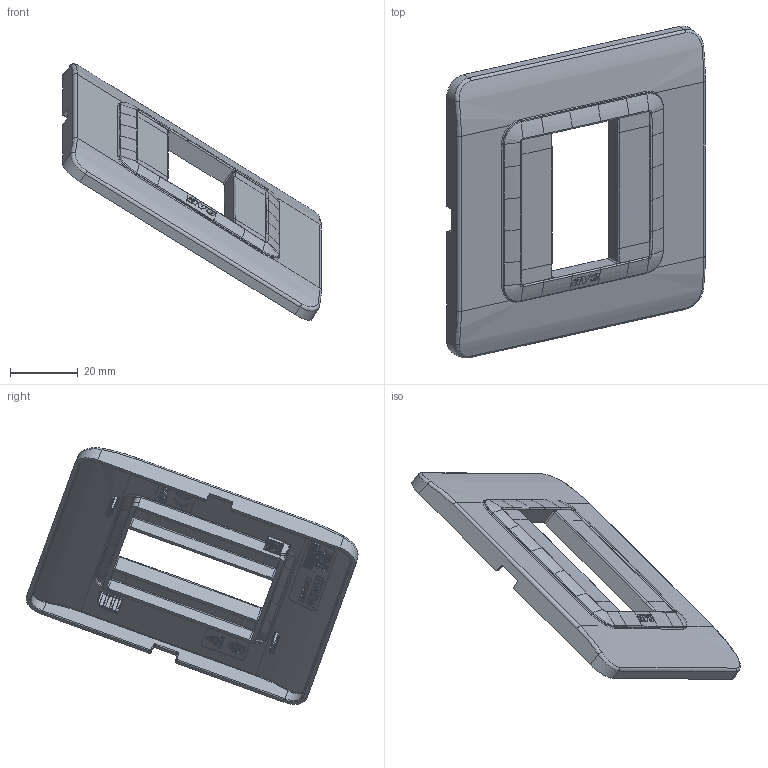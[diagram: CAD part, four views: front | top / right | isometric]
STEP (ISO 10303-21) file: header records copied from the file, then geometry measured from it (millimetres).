
FILE_DESCRIPTION(('CATIA V5 STEP Exchange'),'2;1');
FILE_NAME('44PY31@.stp','2023-09-25T11:34:47+00:00',('none'),('none'),'CATIA Version 5-6 Release 2016 SP6','CATIA V5 STEP AP203','none');
FILE_SCHEMA(('CONFIG_CONTROL_DESIGN'));
Length unit declared in the file: millimetre
Products named in the file (1): 44PY31@
Assembly tree (2 placements, depth 2):
  44PY31@
    #57
    #101
Bounding box: 76.24 x 97.87 x 75.67 mm (x, y, z)
Volume: 13154.6 mm3; surface area: 18743.9 mm2
Topology: 1 solids, 1 shells, 2383 faces, 6306 edges, 3938 vertices
Faces by surface type: plane 1351, cylinder 568, bspline 386, extrusion 38, torus 22, cone 12, revolution 6
Entity records: 91235 total; most frequent: CARTESIAN_POINT 41341, ORIENTED_EDGE 12448, DIRECTION 6586, EDGE_CURVE 6224, VERTEX_POINT 3934, B_SPLINE_CURVE_WITH_KNOTS 3074, VECTOR 2677, LINE 2639
